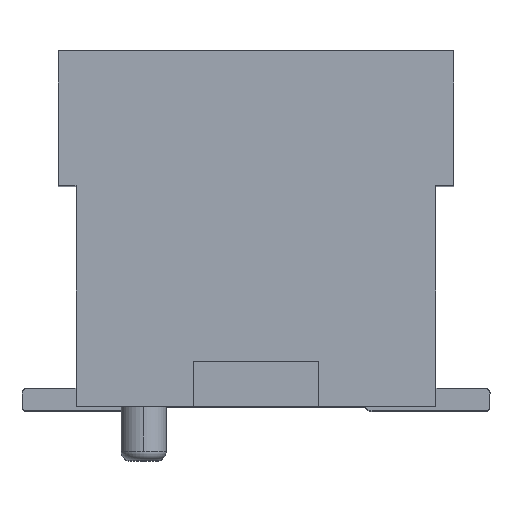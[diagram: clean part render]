
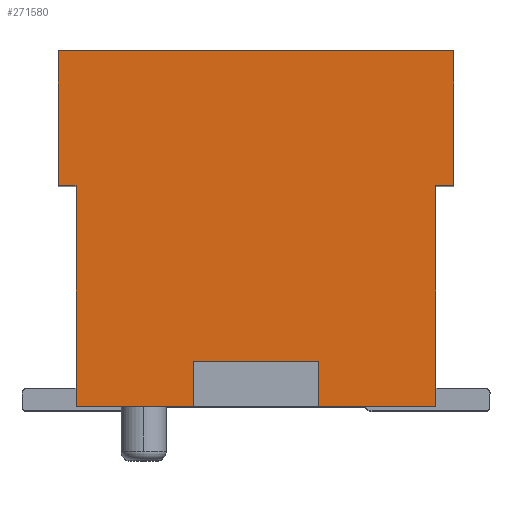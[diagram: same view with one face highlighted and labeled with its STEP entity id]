
A CAD part, top view. The second image highlights one B-rep face of the part: STEP entity #271580.
In plain terms, the highlighted planar face has unit normal (0, 0, 1).
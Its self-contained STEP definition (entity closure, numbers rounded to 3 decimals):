
#55380=CARTESIAN_POINT('',(-105.606,95.455,16.03));
#55390=VERTEX_POINT('',#55380);
#55420=CARTESIAN_POINT('',(0.,95.455,16.03))
;
#55430=DIRECTION('',(-1.,0.,0.));
#55440=VECTOR('',#55430,1.);
#55450=LINE('',#55420,#55440);
#55460=CARTESIAN_POINT('',(-105.406,95.455,16.03));
#55470=VERTEX_POINT('',#55460);
#55480=EDGE_CURVE('',#55470,#55390,#55450,.T.);
#94070=CARTESIAN_POINT('',(-109.806,96.955,16.03));
#94080=VERTEX_POINT('',#94070);
#94110=CARTESIAN_POINT('',(-109.806,97.705,16.03));
#94120=DIRECTION('',(0.,-1.,0.));
#94130=VECTOR('',#94120,1.);
#94140=LINE('',#94110,#94130);
#94150=CARTESIAN_POINT('',(-109.806,95.455,16.03));
#94160=VERTEX_POINT('',#94150);
#94170=EDGE_CURVE('',#94080,#94160,#94140,.T.);
#172260=CARTESIAN_POINT('',(-109.606,95.455,16.03));
#172270=VERTEX_POINT('',#172260);
#172280=EDGE_CURVE('',#172270,#94160,#55450,.T.);
#232680=CARTESIAN_POINT('',(-105.406,96.955,16.03));
#232690=VERTEX_POINT('',#232680);
#232720=CARTESIAN_POINT('',(0.,96.955,16.03));
#232730=DIRECTION('',(1.,0.,0.));
#232740=VECTOR('',#232730,1.);
#232750=LINE('',#232720,#232740);
#232760=EDGE_CURVE('',#94080,#232690,#232750,.T.);
#269390=CARTESIAN_POINT('',(-109.606,-0.5,16.03));
#269400=DIRECTION('',(-0.,-1.,0.));
#269410=VECTOR('',#269400,1.);
#269420=LINE('',#269390,#269410);
#269430=CARTESIAN_POINT('',(-109.606,93.005,16.03));
#269440=VERTEX_POINT('',#269430);
#269450=EDGE_CURVE('',#172270,#269440,#269420,.T.);
#270980=CARTESIAN_POINT('',(0.,-0.5,16.03));
#270990=DIRECTION('',(0.,0.,1.));
#271000=DIRECTION('',(1.,0.,0.));
#271010=AXIS2_PLACEMENT_3D('',#270980,#270990,#271000);
#271020=PLANE('',#271010);
#271030=ORIENTED_EDGE('',*,*,#172280,.F.);
#271040=ORIENTED_EDGE('',*,*,#94170,.T.);
#271050=ORIENTED_EDGE('',*,*,#232760,.F.);
#271060=CARTESIAN_POINT('',(-105.406,97.705,16.03));
#271070=DIRECTION('',(0.,-1.,0.));
#271080=VECTOR('',#271070,1.);
#271090=LINE('',#271060,#271080);
#271100=EDGE_CURVE('',#232690,#55470,#271090,.T.);
#271110=ORIENTED_EDGE('',*,*,#271100,.F.);
#271120=ORIENTED_EDGE('',*,*,#55480,.F.);
#271130=CARTESIAN_POINT('',(-105.606,0.5,16.03));
#271140=DIRECTION('',(0.,-1.,0.));
#271150=VECTOR('',#271140,1.);
#271160=LINE('',#271130,#271150);
#271170=CARTESIAN_POINT('',(-105.606,93.005,16.03));
#271180=VERTEX_POINT('',#271170);
#271190=EDGE_CURVE('',#55390,#271180,#271160,.T.);
#271200=ORIENTED_EDGE('',*,*,#271190,.F.);
#271210=CARTESIAN_POINT('',(-109.606,93.005,16.03));
#271220=DIRECTION('',(1.,0.,0.));
#271230=VECTOR('',#271220,1.);
#271240=LINE('',#271210,#271230);
#271250=CARTESIAN_POINT('',(-106.906,93.005,16.03));
#271260=VERTEX_POINT('',#271250);
#271270=EDGE_CURVE('',#271260,#271180,#271240,.T.);
#271280=ORIENTED_EDGE('',*,*,#271270,.T.);
#271290=CARTESIAN_POINT('',(-106.906,-0.5,16.03));
#271300=DIRECTION('',(0.,1.,0.));
#271310=VECTOR('',#271300,1.);
#271320=LINE('',#271290,#271310);
#271330=CARTESIAN_POINT('',(-106.906,93.505,16.03));
#271340=VERTEX_POINT('',#271330);
#271350=EDGE_CURVE('',#271260,#271340,#271320,.T.);
#271360=ORIENTED_EDGE('',*,*,#271350,.F.);
#271370=CARTESIAN_POINT('',(0.,93.505,16.03
));
#271380=DIRECTION('',(-1.,0.,0.));
#271390=VECTOR('',#271380,1.);
#271400=LINE('',#271370,#271390);
#271410=CARTESIAN_POINT('',(-108.306,93.505,16.03));
#271420=VERTEX_POINT('',#271410);
#271430=EDGE_CURVE('',#271340,#271420,#271400,.T.);
#271440=ORIENTED_EDGE('',*,*,#271430,.F.);
#271450=CARTESIAN_POINT('',(-108.306,-0.5,16.03));
#271460=DIRECTION('',(0.,-1.,0.));
#271470=VECTOR('',#271460,1.);
#271480=LINE('',#271450,#271470);
#271490=CARTESIAN_POINT('',(-108.306,93.005,16.03));
#271500=VERTEX_POINT('',#271490);
#271510=EDGE_CURVE('',#271420,#271500,#271480,.T.);
#271520=ORIENTED_EDGE('',*,*,#271510,.F.);
#271530=EDGE_CURVE('',#269440,#271500,#271240,.T.);
#271540=ORIENTED_EDGE('',*,*,#271530,.T.);
#271550=ORIENTED_EDGE('',*,*,#269450,.T.);
#271560=EDGE_LOOP('',(#271550,#271540,#271520,#271440,#271360,#271280,
#271200,#271120,#271110,#271050,#271040,#271030));
#271570=FACE_OUTER_BOUND('',#271560,.T.);
#271580=ADVANCED_FACE('',(#271570),#271020,.T.);
